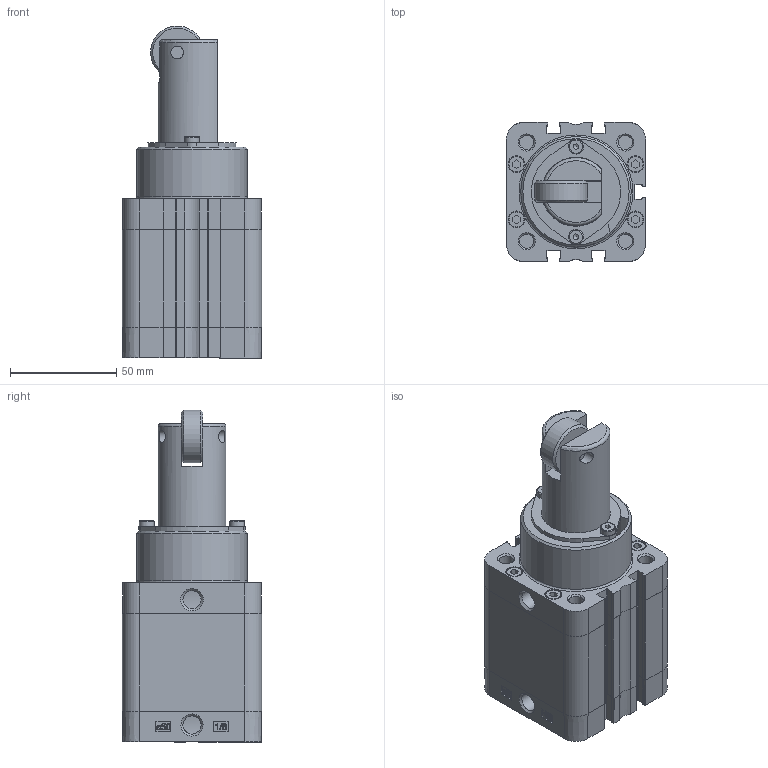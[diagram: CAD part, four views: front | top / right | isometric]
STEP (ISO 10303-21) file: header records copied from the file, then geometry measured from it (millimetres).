
FILE_DESCRIPTION (( 'STEP AP214' ), '1' );
FILE_NAME ('NYSER-050-030-280_Airtec.step', '2018-12-11T09:17:23', ( '' ), ( '' ), 'SwSTEP 2.0', 'SolidWorks 2010', '' );
FILE_SCHEMA (( 'AUTOMOTIVE_DESIGN' ));
Length unit declared in the file: millimetre
Products named in the file (3): NYSER-050-030-50_Airtec_NYSER-050-030-50_Airtec; 26-NYSER-050-030-07_Airtec_26-NYSER-050-030-07_Airtec; NYSER-050-030-280_Airtec
Assembly tree (2 placements, depth 2):
  NYSER-050-030-280_Airtec
    26-NYSER-050-030-07_Airtec_26-NYSER-050-030-07_Airtec
    NYSER-050-030-50_Airtec_NYSER-050-030-50_Airtec
Bounding box: 65.5 x 65.5 x 156.26 mm (x, y, z)
Volume: 297289 mm3; surface area: 67107 mm2
Topology: 2 solids, 11 shells, 692 faces, 1693 edges, 1072 vertices
Faces by surface type: plane 360, cylinder 202, bspline 58, cone 38, torus 34
Full cylindrical faces by diameter (mm): 5.2 x4, 5.9 x4, 6 x3, 6.1 x1, 6.647 x5, 7 x2, 7.5 x8, 7.7 x4, 8 x4, 8.566 x2, 10.5 x4, 12 x1, 16 x1, 25 x1, 32 x2, 50 x1, 52 x1
Entity records: 22324 total; most frequent: CARTESIAN_POINT 5146, ORIENTED_EDGE 3122, DIRECTION 3112, EDGE_CURVE 1561, AXIS2_PLACEMENT_3D 1090, VERTEX_POINT 1039, LINE 932, VECTOR 932
